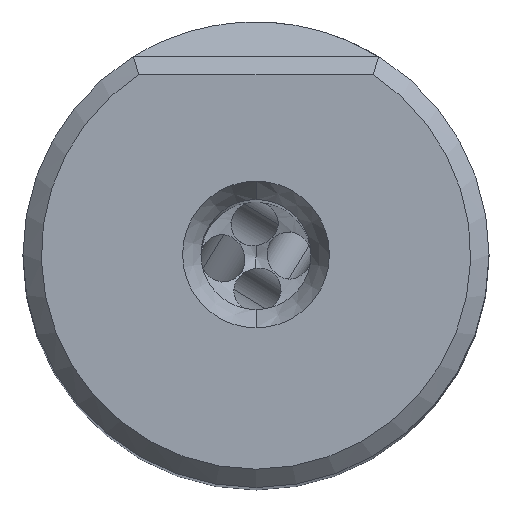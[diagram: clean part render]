
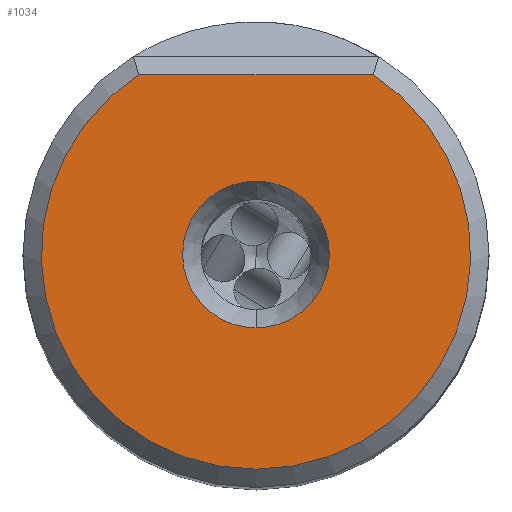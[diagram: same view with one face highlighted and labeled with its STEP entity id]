
A CAD part, top view. The second image highlights one B-rep face of the part: STEP entity #1034.
In plain terms, the highlighted planar face has unit normal (0, 0, 1).
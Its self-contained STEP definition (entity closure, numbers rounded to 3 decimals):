
#604=PLANE('',#8101);
#707=FACE_BOUND('',#1922,.T.);
#708=FACE_BOUND('',#1923,.T.);
#1034=ADVANCED_FACE('',(#707,#708),#604,.T.);
#1922=EDGE_LOOP('',(#3114,#3115));
#1923=EDGE_LOOP('',(#3116,#3117));
#2337=CIRCLE('',#8096,11.7);
#2338=CIRCLE('',#8099,4.);
#2339=CIRCLE('',#8100,4.);
#3114=ORIENTED_EDGE('',*,*,#6025,.T.);
#3115=ORIENTED_EDGE('',*,*,#6026,.T.);
#3116=ORIENTED_EDGE('',*,*,#6023,.T.);
#3117=ORIENTED_EDGE('',*,*,#6024,.T.);
#5139=VERTEX_POINT('',#11927);
#5140=VERTEX_POINT('',#11933);
#5141=VERTEX_POINT('',#11939);
#5142=VERTEX_POINT('',#11940);
#6023=EDGE_CURVE('',#5139,#5140,#2337,.T.);
#6024=EDGE_CURVE('',#5140,#5139,#7028,.T.);
#6025=EDGE_CURVE('',#5141,#5142,#2338,.T.);
#6026=EDGE_CURVE('',#5142,#5141,#2339,.T.);
#7028=LINE('',#11936,#7430);
#7430=VECTOR('',#9220,1.);
#8096=AXIS2_PLACEMENT_3D('',#11934,#9216,#9217);
#8099=AXIS2_PLACEMENT_3D('',#11938,#9223,#9224);
#8100=AXIS2_PLACEMENT_3D('',#11941,#9225,#9226);
#8101=AXIS2_PLACEMENT_3D('',#11942,#9227,#9228);
#9216=DIRECTION('',(0.,0.,1.));
#9217=DIRECTION('',(-0.546,0.838,0.));
#9220=DIRECTION('',(-1.,0.,0.));
#9223=DIRECTION('',(0.,0.,-1.));
#9224=DIRECTION('',(0.,1.,0.));
#9225=DIRECTION('',(0.,0.,-1.));
#9226=DIRECTION('',(0.,-1.,0.));
#9227=DIRECTION('',(0.,0.,1.));
#9228=DIRECTION('',(-1.,0.,0.));
#11927=CARTESIAN_POINT('',(-6.391,9.8,43.656));
#11933=CARTESIAN_POINT('',(6.391,9.8,43.656));
#11934=CARTESIAN_POINT('',(0.,0.,43.656));
#11936=CARTESIAN_POINT('',(6.391,9.8,43.656));
#11938=CARTESIAN_POINT('',(0.,0.,43.656));
#11939=CARTESIAN_POINT('',(0.,4.,43.656));
#11940=CARTESIAN_POINT('',(0.,-4.,43.656));
#11941=CARTESIAN_POINT('',(0.,0.,43.656));
#11942=CARTESIAN_POINT('',(0.,-1.05,43.656));
